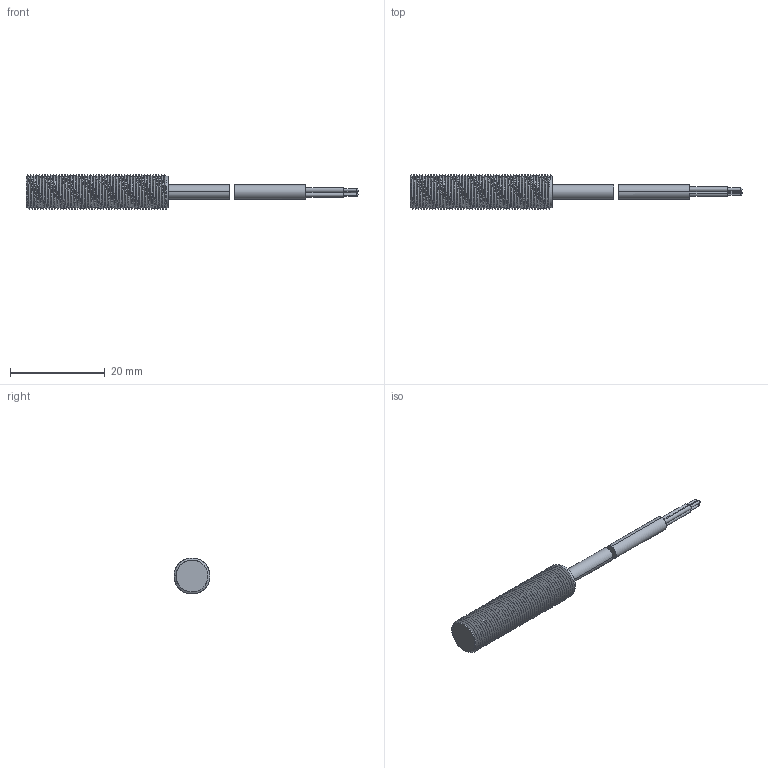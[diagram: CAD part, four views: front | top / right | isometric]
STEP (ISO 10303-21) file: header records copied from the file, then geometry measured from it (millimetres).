
FILE_DESCRIPTION(('FreeCAD Model'),'2;1');
FILE_NAME('FCU1-0801X-X3SX.stp','2021-12-07T13:46:02',( 'Author'),(''),'Open CASCADE STEP processor 7.3','FreeCAD','Unknown' );
FILE_SCHEMA(('AUTOMOTIVE_DESIGN { 1 0 10303 214 1 1 1 1 }'));
Length unit declared in the file: millimetre
Products named in the file (1): FCU1-0801X-X3SX
Bounding box: 70 x 7.57 x 7.57 mm (x, y, z)
Volume: 127.5 mm3; surface area: 2233 mm2
Topology: 1 solids, 2 shells, 134 faces, 903 edges, 2660 vertices
Faces by surface type: bspline 134
Entity records: 24723 total; most frequent: CARTESIAN_POINT 18693, B_SPLINE_CURVE_WITH_KNOTS 842, GEOMETRIC_CURVE_SET 633, ORIENTED_EDGE 626, TRIMMED_CURVE 626, PCURVE 529, DEFINITIONAL_REPRESENTATION 529, EDGE_CURVE 265
